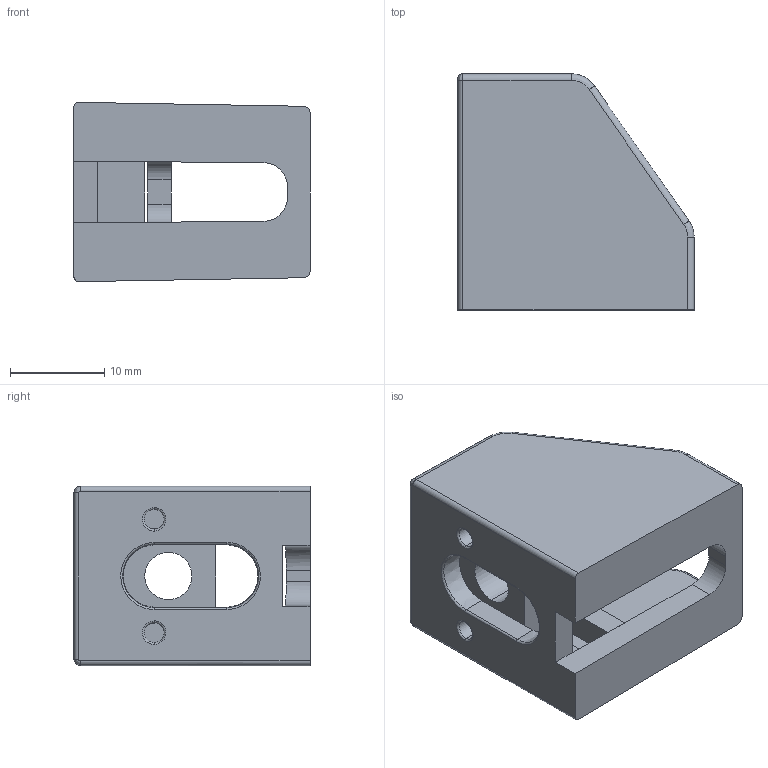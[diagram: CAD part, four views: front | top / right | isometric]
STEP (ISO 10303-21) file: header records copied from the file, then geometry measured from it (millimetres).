
FILE_DESCRIPTION (( 'STEP AP214' ), '1' );
FILE_NAME ('6.04.SPEH.STEP', '2025-06-12T20:45:23', ( '' ), ( '' ), 'SwSTEP 2.0', 'SolidWorks 2023', '' );
FILE_SCHEMA (( 'AUTOMOTIVE_DESIGN' ));
Length unit declared in the file: millimetre
Products named in the file (1): 6.04.SPEH
Bounding box: 25 x 25 x 18.98 mm (x, y, z)
Volume: 4927.3 mm3; surface area: 4187.7 mm2
Topology: 2 solids, 2 shells, 125 faces, 319 edges, 189 vertices
Faces by surface type: plane 54, cylinder 47, bspline 22, cone 2
Entity records: 5640 total; most frequent: CARTESIAN_POINT 1406, ORIENTED_EDGE 630, DIRECTION 533, EDGE_CURVE 315, LINE 201, VECTOR 201, VERTEX_POINT 189, AXIS2_PLACEMENT_3D 166
